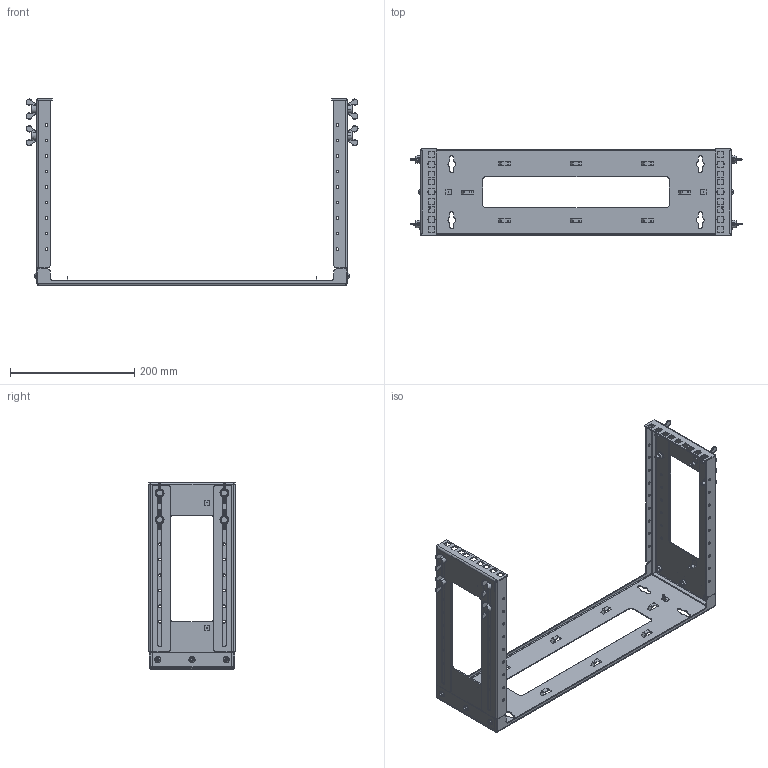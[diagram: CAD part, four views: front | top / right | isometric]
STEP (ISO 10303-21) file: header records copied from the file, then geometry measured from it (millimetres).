
FILE_DESCRIPTION (( 'STEP AP203' ), '1' );
FILE_NAME ('Êðîíøòåéí òåëåêîììóíèêàöèîííûé íàñòåííûé 3U.STEP', '2024-04-01T06:41:15', ( '' ), ( '' ), 'SwSTEP 2.0', 'SolidWorks 2022', '' );
FILE_SCHEMA (( 'CONFIG_CONTROL_DESIGN' ));
Length unit declared in the file: millimetre
Products named in the file (1): Кронштейн телекоммуникационный настенный 3U
Bounding box: 534.14 x 139 x 300 mm (x, y, z)
Volume: 355704.4 mm3; surface area: 419299 mm2
Topology: 39 solids, 39 shells, 1772 faces, 4482 edges, 2794 vertices
Faces by surface type: plane 702, cylinder 594, bspline 192, cone 184, torus 88, sphere 12
Entity records: 58935 total; most frequent: CARTESIAN_POINT 16685, ORIENTED_EDGE 8940, DIRECTION 8584, EDGE_CURVE 4470, AXIS2_PLACEMENT_3D 3269, VERTEX_POINT 2794, EDGE_LOOP 2076, LINE 2046
